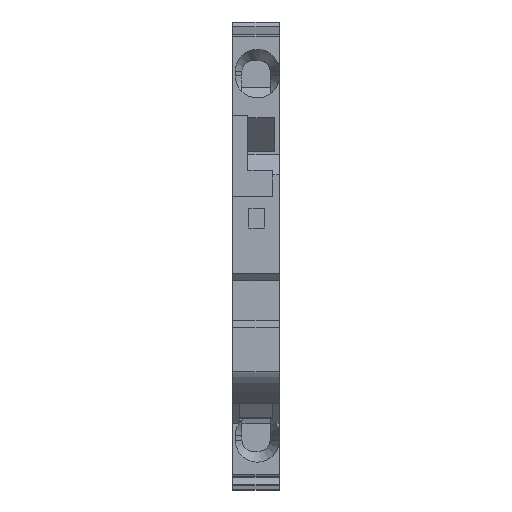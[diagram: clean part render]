
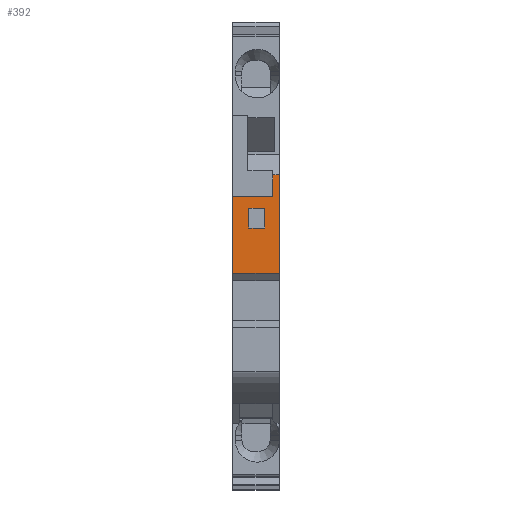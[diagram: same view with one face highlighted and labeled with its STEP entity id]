
A CAD part, top view. The second image highlights one B-rep face of the part: STEP entity #392.
In plain terms, the highlighted planar face has unit normal (0, 0, 1).
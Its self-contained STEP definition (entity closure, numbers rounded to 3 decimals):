
#392=ADVANCED_FACE('NONE',(#870,#871),#872,.T.);
#870=FACE_OUTER_BOUND('',#1431,.T.);
#871=FACE_BOUND('',#1432,.T.);
#872=PLANE('',#1433);
#1431=EDGE_LOOP('',(#2584,#2585,#2586,#2587,#2588,#2589));
#1432=EDGE_LOOP('',(#2590,#2591,#2592,#2593));
#1433=AXIS2_PLACEMENT_3D('',#2594,#2595,#2596);
#2584=ORIENTED_EDGE('',*,*,#3545,.T.);
#2585=ORIENTED_EDGE('',*,*,#3729,.T.);
#2586=ORIENTED_EDGE('',*,*,#3857,.F.);
#2587=ORIENTED_EDGE('',*,*,#3920,.F.);
#2588=ORIENTED_EDGE('',*,*,#3930,.T.);
#2589=ORIENTED_EDGE('',*,*,#3931,.T.);
#2590=ORIENTED_EDGE('',*,*,#3932,.T.);
#2591=ORIENTED_EDGE('',*,*,#3933,.T.);
#2592=ORIENTED_EDGE('',*,*,#3934,.T.);
#2593=ORIENTED_EDGE('',*,*,#3935,.T.);
#2594=CARTESIAN_POINT('',(6.2,41.381,60.7));
#2595=DIRECTION('',(0.0,-0.0,1.0));
#2596=DIRECTION('',(0.0,1.0,0.0));
#3545=EDGE_CURVE('NONE',#4295,#4302,#4304,.T.);
#3729=EDGE_CURVE('NONE',#4302,#4594,#4596,.T.);
#3857=EDGE_CURVE('NONE',#4791,#4594,#4793,.T.);
#3920=EDGE_CURVE('NONE',#4889,#4791,#4891,.T.);
#3930=EDGE_CURVE('NONE',#4889,#4903,#4904,.T.);
#3931=EDGE_CURVE('NONE',#4903,#4295,#4905,.T.);
#3932=EDGE_CURVE('NONE',#4906,#4907,#4908,.T.);
#3933=EDGE_CURVE('NONE',#4907,#4909,#4910,.T.);
#3934=EDGE_CURVE('NONE',#4909,#4911,#4912,.T.);
#3935=EDGE_CURVE('NONE',#4911,#4906,#4913,.T.);
#4295=VERTEX_POINT('NONE',#5530);
#4302=VERTEX_POINT('NONE',#5540);
#4304=LINE('',#5543,#5544);
#4594=VERTEX_POINT('NONE',#6051);
#4596=LINE('',#6054,#6055);
#4791=VERTEX_POINT('NONE',#6418);
#4793=LINE('',#6421,#6422);
#4889=VERTEX_POINT('NONE',#6569);
#4891=LINE('',#6572,#6573);
#4903=VERTEX_POINT('NONE',#6590);
#4904=LINE('',#6591,#6592);
#4905=LINE('',#6593,#6594);
#4906=VERTEX_POINT('NONE',#6595);
#4907=VERTEX_POINT('NONE',#6596);
#4908=LINE('',#6597,#6598);
#4909=VERTEX_POINT('NONE',#6599);
#4910=LINE('',#6600,#6601);
#4911=VERTEX_POINT('NONE',#6602);
#4912=LINE('',#6603,#6604);
#4913=LINE('',#6605,#6606);
#5530=CARTESIAN_POINT('',(5.275,41.381,60.7));
#5540=CARTESIAN_POINT('',(5.275,38.537,60.7));
#5543=CARTESIAN_POINT('',(5.275,30.26,60.7));
#5544=VECTOR('',#7901,1000.0);
#6051=CARTESIAN_POINT('',(0.,38.537,60.7));
#6054=CARTESIAN_POINT('',(3.35,38.537,60.7));
#6055=VECTOR('',#8069,1000.0);
#6418=CARTESIAN_POINT('',(0.,28.372,60.7));
#6421=CARTESIAN_POINT('',(0.,47.5,60.7));
#6422=VECTOR('',#8191,1000.0);
#6569=CARTESIAN_POINT('',(6.15,28.372,60.7));
#6572=CARTESIAN_POINT('',(5.2,28.372,60.7));
#6573=VECTOR('',#8244,1000.0);
#6590=CARTESIAN_POINT('',(6.15,41.381,60.7));
#6591=CARTESIAN_POINT('',(6.15,30.26,60.7));
#6592=VECTOR('',#8250,1000.0);
#6593=CARTESIAN_POINT('',(3.35,41.381,60.7));
#6594=VECTOR('',#8251,1000.0);
#6595=CARTESIAN_POINT('',(4.225,36.95,60.7));
#6596=CARTESIAN_POINT('',(4.225,34.35,60.7));
#6597=CARTESIAN_POINT('',(4.225,30.26,60.7));
#6598=VECTOR('',#8252,1000.0);
#6599=CARTESIAN_POINT('',(2.125,34.35,60.7));
#6600=CARTESIAN_POINT('',(3.35,34.35,60.7));
#6601=VECTOR('',#8253,1000.0);
#6602=CARTESIAN_POINT('',(2.125,36.95,60.7));
#6603=CARTESIAN_POINT('',(2.125,30.26,60.7));
#6604=VECTOR('',#8254,1000.0);
#6605=CARTESIAN_POINT('',(3.35,36.95,60.7));
#6606=VECTOR('',#8255,1000.0);
#7901=DIRECTION('',(0.,-1.0,0.0));
#8069=DIRECTION('',(-1.0,0.0,0.0));
#8191=DIRECTION('',(0.0,1.0,0.));
#8244=DIRECTION('',(-1.0,0.0,0.0));
#8250=DIRECTION('',(0.0,1.0,0.0));
#8251=DIRECTION('',(-1.0,0.0,0.0));
#8252=DIRECTION('',(0.,-1.0,0.0));
#8253=DIRECTION('',(-1.0,0.,0.0));
#8254=DIRECTION('',(0.,1.0,0.0));
#8255=DIRECTION('',(1.0,0.,0.0));
